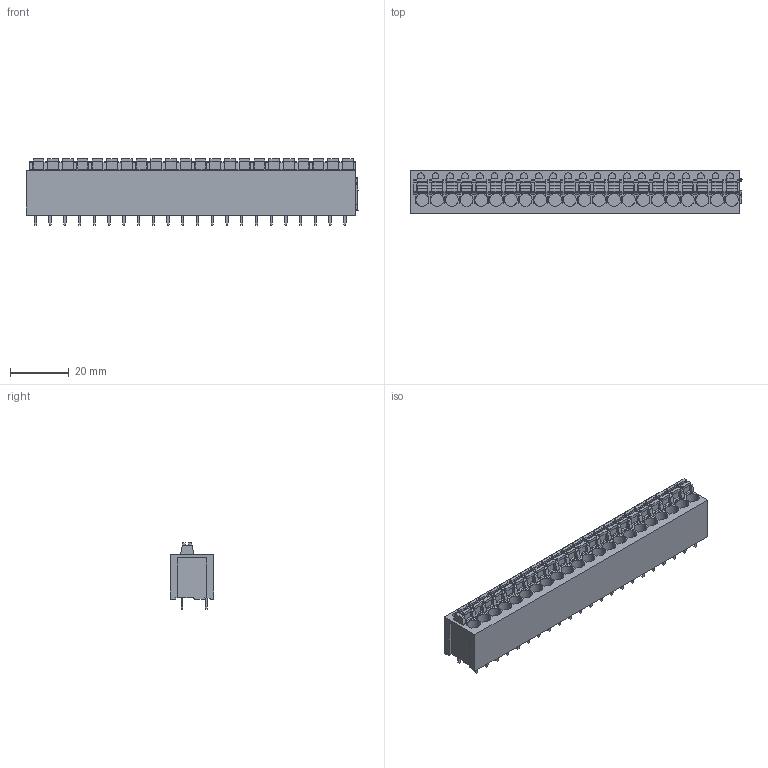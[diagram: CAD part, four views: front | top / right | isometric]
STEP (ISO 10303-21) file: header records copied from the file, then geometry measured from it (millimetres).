
FILE_DESCRIPTION(('CATIA V5 STEP Exchange','CAx-IF Rec.Pracs.--- Model Styling and Organization---1.4--- 2014-01-23'),'2;1');
FILE_NAME ('D1491551_0', '2021-06-29T06:42:26+00:00', ('none'), ('Weidmueller'), 'CATIA Version 5-6 Release 2016 SP3 HF44', 'CATIA V5 STEP AP214', 'none');
FILE_SCHEMA(('AUTOMOTIVE_DESIGN { 1 0 10303 214 1 1 1 1 }'));
Length unit declared in the file: millimetre
Products named in the file (1): 1425250000
Bounding box: 112.65 x 14.8 x 22.7 mm (x, y, z)
Volume: 23357.2 mm3; surface area: 13615.1 mm2
Topology: 67 solids, 67 shells, 1490 faces, 3927 edges, 2618 vertices
Faces by surface type: plane 1141, cylinder 349
Entity records: 43851 total; most frequent: ORIENTED_EDGE 7854, CARTESIAN_POINT 7749, DIRECTION 5734, EDGE_CURVE 3927, VECTOR 3185, LINE 3185, VERTEX_POINT 2618, AXIS2_PLACEMENT_3D 1622
